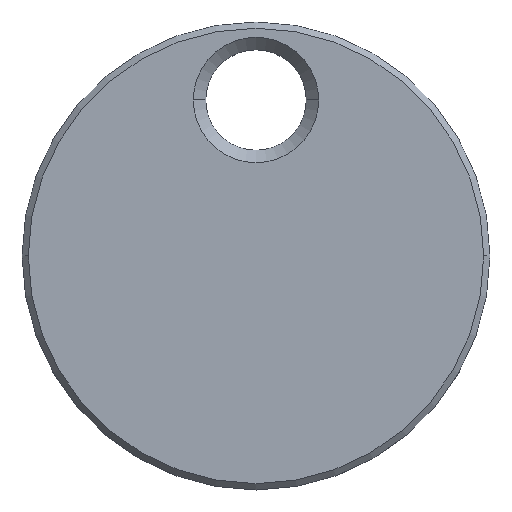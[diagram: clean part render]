
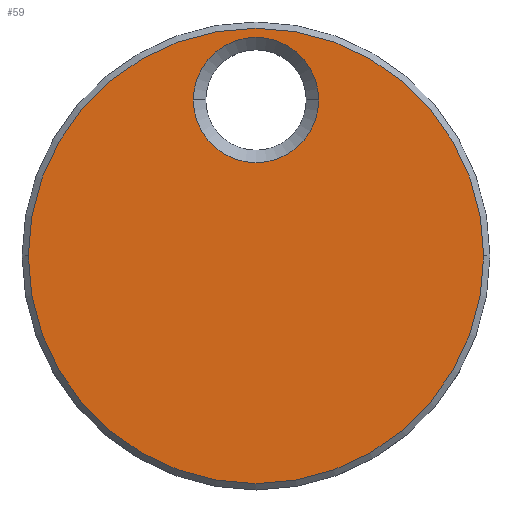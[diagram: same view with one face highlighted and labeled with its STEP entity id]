
A CAD part, top view. The second image highlights one B-rep face of the part: STEP entity #59.
In plain terms, the highlighted planar face has unit normal (0, 0, 1).
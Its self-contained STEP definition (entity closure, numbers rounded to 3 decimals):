
#59=ADVANCED_FACE('',(#115,#116),#117,.T.);
#115=FACE_OUTER_BOUND('',#167,.T.);
#116=FACE_BOUND('',#168,.T.);
#117=PLANE('',#169);
#167=EDGE_LOOP('',(#263,#264));
#168=EDGE_LOOP('',(#265,#266));
#169=AXIS2_PLACEMENT_3D('',#267,#268,#269);
#263=ORIENTED_EDGE('',*,*,#323,.F.);
#264=ORIENTED_EDGE('',*,*,#333,.F.);
#265=ORIENTED_EDGE('',*,*,#325,.F.);
#266=ORIENTED_EDGE('',*,*,#302,.F.);
#267=CARTESIAN_POINT('',(-36.026,131.709,12.0));
#268=DIRECTION('',(0.0,0.0,1.0));
#269=DIRECTION('',(1.0,0.0,0.0));
#302=EDGE_CURVE('',#348,#350,#351,.T.);
#323=EDGE_CURVE('',#380,#376,#382,.T.);
#325=EDGE_CURVE('',#350,#348,#384,.T.);
#333=EDGE_CURVE('',#376,#380,#392,.T.);
#348=VERTEX_POINT('',#409);
#350=VERTEX_POINT('',#412);
#351=CIRCLE('',#413,10.05);
#376=VERTEX_POINT('',#443);
#380=VERTEX_POINT('',#448);
#382=CIRCLE('',#451,36.5);
#384=CIRCLE('',#453,10.05);
#392=CIRCLE('',#463,36.5);
#409=CARTESIAN_POINT('',(-46.076,156.709,12.0));
#412=CARTESIAN_POINT('',(-25.976,156.709,12.0));
#413=AXIS2_PLACEMENT_3D('',#477,#478,#479);
#443=CARTESIAN_POINT('',(-72.526,131.709,12.0));
#448=CARTESIAN_POINT('',(0.474,131.709,12.0));
#451=AXIS2_PLACEMENT_3D('',#511,#512,#513);
#453=AXIS2_PLACEMENT_3D('',#514,#515,#516);
#463=AXIS2_PLACEMENT_3D('',#525,#526,#527);
#477=CARTESIAN_POINT('',(-36.026,156.709,12.0));
#478=DIRECTION('',(0.0,0.0,1.0));
#479=DIRECTION('',(-1.0,0.0,0.0));
#511=CARTESIAN_POINT('',(-36.026,131.709,12.0));
#512=DIRECTION('',(-0.0,0.0,-1.0));
#513=DIRECTION('',(-1.0,0.0,0.0));
#514=CARTESIAN_POINT('',(-36.026,156.709,12.0));
#515=DIRECTION('',(0.0,0.0,1.0));
#516=DIRECTION('',(-1.0,0.0,0.0));
#525=CARTESIAN_POINT('',(-36.026,131.709,12.0));
#526=DIRECTION('',(-0.0,0.0,-1.0));
#527=DIRECTION('',(-1.0,0.0,0.0));
